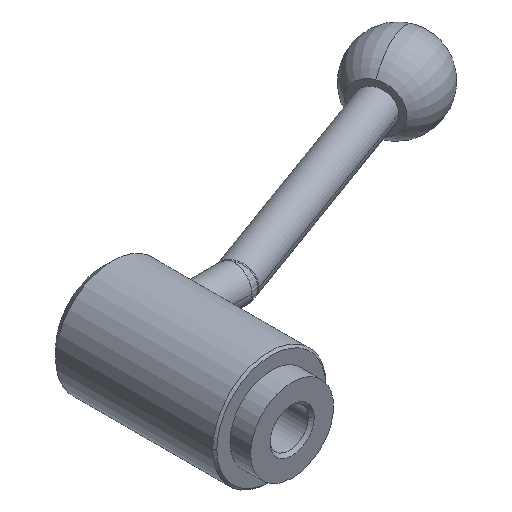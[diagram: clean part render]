
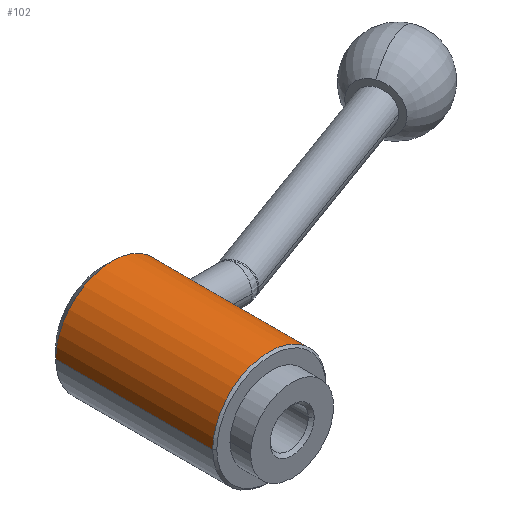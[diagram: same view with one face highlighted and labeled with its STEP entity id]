
A CAD part, isometric view. The second image highlights one B-rep face of the part: STEP entity #102.
In plain terms, the highlighted cylindrical face has radius 20.5 mm (diameter 41 mm), a partial arc.
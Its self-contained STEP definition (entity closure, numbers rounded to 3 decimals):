
#102 = ADVANCED_FACE( '', ( #163 ), #164, .T. );
#163 = FACE_OUTER_BOUND( '', #226, .T. );
#164 = CYLINDRICAL_SURFACE( '', #227, 20.5 );
#226 = EDGE_LOOP( '', ( #432, #433, #434, #435, #436, #437, #438 ) );
#227 = AXIS2_PLACEMENT_3D( '', #439, #440, #441 );
#432 = ORIENTED_EDGE( '', *, *, #458, .T. );
#433 = ORIENTED_EDGE( '', *, *, #511, .T. );
#434 = ORIENTED_EDGE( '', *, *, #510, .T. );
#435 = ORIENTED_EDGE( '', *, *, #461, .T. );
#436 = ORIENTED_EDGE( '', *, *, #518, .F. );
#437 = ORIENTED_EDGE( '', *, *, #460, .T. );
#438 = ORIENTED_EDGE( '', *, *, #517, .T. );
#439 = CARTESIAN_POINT( '', ( 0., 36.663, 0. ) );
#440 = DIRECTION( '', ( 0., -1., 0. ) );
#441 = DIRECTION( '', ( 1., 0., 0. ) );
#458 = EDGE_CURVE( '', #528, #529, #530, .T. );
#460 = EDGE_CURVE( '', #523, #531, #533, .T. );
#461 = EDGE_CURVE( '', #534, #520, #535, .T. );
#510 = EDGE_CURVE( '', #616, #534, #617, .T. );
#511 = EDGE_CURVE( '', #529, #616, #618, .T. );
#517 = EDGE_CURVE( '', #531, #528, #624, .T. );
#518 = EDGE_CURVE( '', #523, #520, #625, .T. );
#520 = VERTEX_POINT( '', #627 );
#523 = VERTEX_POINT( '', #631 );
#528 = VERTEX_POINT( '', #637 );
#529 = VERTEX_POINT( '', #638 );
#530 = LINE( '', #639, #640 );
#531 = VERTEX_POINT( '', #641 );
#533 = LINE( '', #643, #644 );
#534 = VERTEX_POINT( '', #645 );
#535 = LINE( '', #646, #647 );
#616 = VERTEX_POINT( '', #813 );
#617 = B_SPLINE_CURVE_WITH_KNOTS( '', 3, ( #814, #815, #816, #817, #818, #819, #820, #821, #822, #823, #824, #825, #826, #827, #828, #829, #830, #831 ), .UNSPECIFIED., .F., .F., ( 4, 2, 2, 2, 2, 2, 2, 2, 4 ), ( 0., 1.234, 2.467, 3.701, 4.935, 6.168, 7.401, 8.635, 9.868 ), .UNSPECIFIED. );
#618 = B_SPLINE_CURVE_WITH_KNOTS( '', 3, ( #832, #833, #834, #835, #836, #837, #838, #839, #840, #841, #842, #843, #844, #845, #846, #847, #848, #849 ), .UNSPECIFIED., .F., .F., ( 4, 2, 2, 2, 2, 2, 2, 2, 4 ), ( 29.604, 30.837, 32.07, 33.303, 34.537, 35.77, 37.004, 38.238, 39.471 ), .UNSPECIFIED. );
#624 = CIRCLE( '', #855, 20.5 );
#625 = CIRCLE( '', #856, 20.5 );
#627 = CARTESIAN_POINT( '', ( 20.5, 65.075, 0. ) );
#631 = CARTESIAN_POINT( '', ( -20.5, 65.075, 0. ) );
#637 = CARTESIAN_POINT( '', ( 20.5, 8.25, 0. ) );
#638 = CARTESIAN_POINT( '', ( 20.5, 50., 0. ) );
#639 = CARTESIAN_POINT( '', ( 20.5, 36.663, 0. ) );
#640 = VECTOR( '', #866, 1. );
#641 = CARTESIAN_POINT( '', ( -20.5, 8.25, 0. ) );
#643 = CARTESIAN_POINT( '', ( -20.5, 36.663, 0. ) );
#644 = VECTOR( '', #870, 1. );
#645 = CARTESIAN_POINT( '', ( 20.5, 63., 0. ) );
#646 = CARTESIAN_POINT( '', ( 20.5, 36.663, 0. ) );
#647 = VECTOR( '', #871, 1. );
#813 = CARTESIAN_POINT( '', ( 19.442, 56.5, 6.5 ) );
#814 = CARTESIAN_POINT( '', ( 19.442, 56.5, 6.5 ) );
#815 = CARTESIAN_POINT( '', ( 19.442, 56.911, 6.5 ) );
#816 = CARTESIAN_POINT( '', ( 19.456, 57.336, 6.46 ) );
#817 = CARTESIAN_POINT( '', ( 19.51, 58.178, 6.294 ) );
#818 = CARTESIAN_POINT( '', ( 19.551, 58.595, 6.168 ) );
#819 = CARTESIAN_POINT( '', ( 19.653, 59.395, 5.836 ) );
#820 = CARTESIAN_POINT( '', ( 19.714, 59.778, 5.629 ) );
#821 = CARTESIAN_POINT( '', ( 19.843, 60.485, 5.153 ) );
#822 = CARTESIAN_POINT( '', ( 19.912, 60.809, 4.883 ) );
#823 = CARTESIAN_POINT( '', ( 20.044, 61.383, 4.309 ) );
#824 = CARTESIAN_POINT( '', ( 20.112, 61.653, 3.985 ) );
#825 = CARTESIAN_POINT( '', ( 20.239, 62.129, 3.278 ) );
#826 = CARTESIAN_POINT( '', ( 20.299, 62.336, 2.895 ) );
#827 = CARTESIAN_POINT( '', ( 20.397, 62.668, 2.095 ) );
#828 = CARTESIAN_POINT( '', ( 20.436, 62.794, 1.677 ) );
#829 = CARTESIAN_POINT( '', ( 20.487, 62.96, 0.835 ) );
#830 = CARTESIAN_POINT( '', ( 20.5, 63., 0.411 ) );
#831 = CARTESIAN_POINT( '', ( 20.5, 63., 0. ) );
#832 = CARTESIAN_POINT( '', ( 20.5, 50., 0. ) );
#833 = CARTESIAN_POINT( '', ( 20.5, 50., 0.411 ) );
#834 = CARTESIAN_POINT( '', ( 20.487, 50.04, 0.835 ) );
#835 = CARTESIAN_POINT( '', ( 20.436, 50.206, 1.677 ) );
#836 = CARTESIAN_POINT( '', ( 20.397, 50.332, 2.095 ) );
#837 = CARTESIAN_POINT( '', ( 20.299, 50.664, 2.895 ) );
#838 = CARTESIAN_POINT( '', ( 20.239, 50.871, 3.278 ) );
#839 = CARTESIAN_POINT( '', ( 20.112, 51.347, 3.985 ) );
#840 = CARTESIAN_POINT( '', ( 20.044, 51.617, 4.309 ) );
#841 = CARTESIAN_POINT( '', ( 19.912, 52.191, 4.883 ) );
#842 = CARTESIAN_POINT( '', ( 19.843, 52.515, 5.153 ) );
#843 = CARTESIAN_POINT( '', ( 19.714, 53.222, 5.629 ) );
#844 = CARTESIAN_POINT( '', ( 19.653, 53.605, 5.836 ) );
#845 = CARTESIAN_POINT( '', ( 19.551, 54.405, 6.168 ) );
#846 = CARTESIAN_POINT( '', ( 19.51, 54.822, 6.294 ) );
#847 = CARTESIAN_POINT( '', ( 19.456, 55.664, 6.46 ) );
#848 = CARTESIAN_POINT( '', ( 19.442, 56.089, 6.5 ) );
#849 = CARTESIAN_POINT( '', ( 19.442, 56.5, 6.5 ) );
#855 = AXIS2_PLACEMENT_3D( '', #994, #995, #996 );
#856 = AXIS2_PLACEMENT_3D( '', #997, #998, #999 );
#866 = DIRECTION( '', ( 0., 1., 0. ) );
#870 = DIRECTION( '', ( 0., -1., 0. ) );
#871 = DIRECTION( '', ( 0., 1., 0. ) );
#994 = CARTESIAN_POINT( '', ( 0., 8.25, 0. ) );
#995 = DIRECTION( '', ( 0., 1., 0. ) );
#996 = DIRECTION( '', ( 1., 0., 0. ) );
#997 = CARTESIAN_POINT( '', ( 0., 65.075, 0. ) );
#998 = DIRECTION( '', ( 0., 1., 0. ) );
#999 = DIRECTION( '', ( 1., 0., 0. ) );
